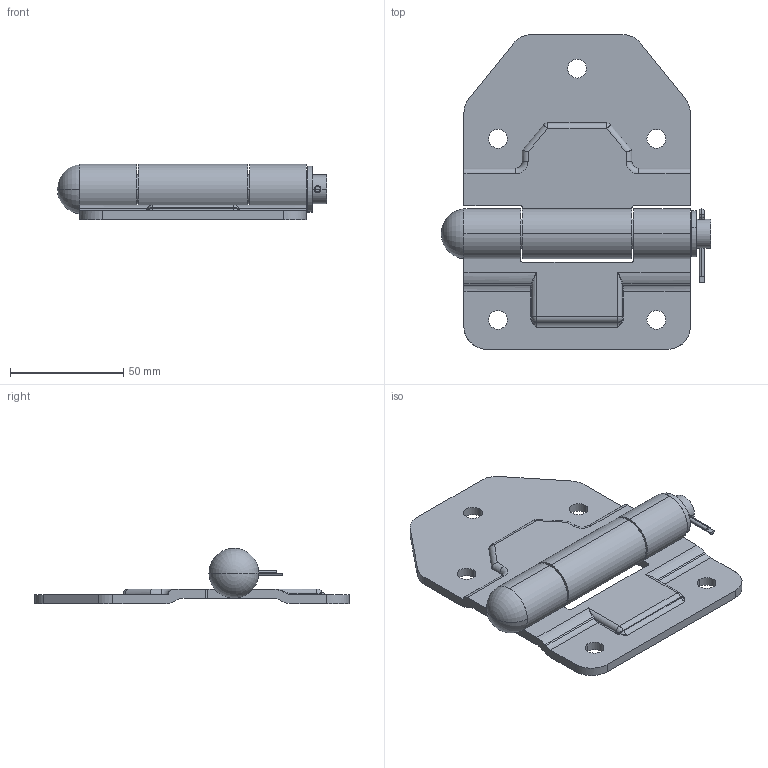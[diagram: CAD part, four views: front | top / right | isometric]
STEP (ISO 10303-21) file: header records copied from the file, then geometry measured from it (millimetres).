
FILE_DESCRIPTION (( 'STEP AP203' ), '1' );
FILE_NAME ('B-1867-2S.STEP', '2009-09-15T01:16:08', ( ' ' ), ( ' ' ), 'SwSTEP 2.0', 'SolidWorks 2007', '' );
FILE_SCHEMA (( 'CONFIG_CONTROL_DESIGN' ));
Length unit declared in the file: millimetre
Products named in the file (6): 妱傝僺儞丂屇傃2.5__棉太倌; B-1867-2S; B-1867-2S塇崻B__棉太倌; B-1867-2S塇崻A__棉太倌; B-1867-1S僺儞__棉太倌; B-1867-1S儚僢僔儍乕__棉太倌
Assembly tree (5 placements, depth 2):
  B-1867-2S
    B-1867-1S儚僢僔儍乕__棉太倌
    B-1867-2S塇崻B__棉太倌
    B-1867-1S僺儞__棉太倌
    妱傝僺儞丂屇傃2.5__棉太倌
    B-1867-2S塇崻A__棉太倌
Bounding box: 119 x 139 x 24.5 mm (x, y, z)
Volume: 87582.4 mm3; surface area: 43327.1 mm2
Topology: 5 solids, 5 shells, 149 faces, 395 edges, 247 vertices
Faces by surface type: cylinder 77, plane 40, torus 18, bspline 12, sphere 2
Entity records: 5625 total; most frequent: CARTESIAN_POINT 1275, DIRECTION 821, ORIENTED_EDGE 774, EDGE_CURVE 387, AXIS2_PLACEMENT_3D 323, VERTEX_POINT 247, CIRCLE 178, LINE 175
